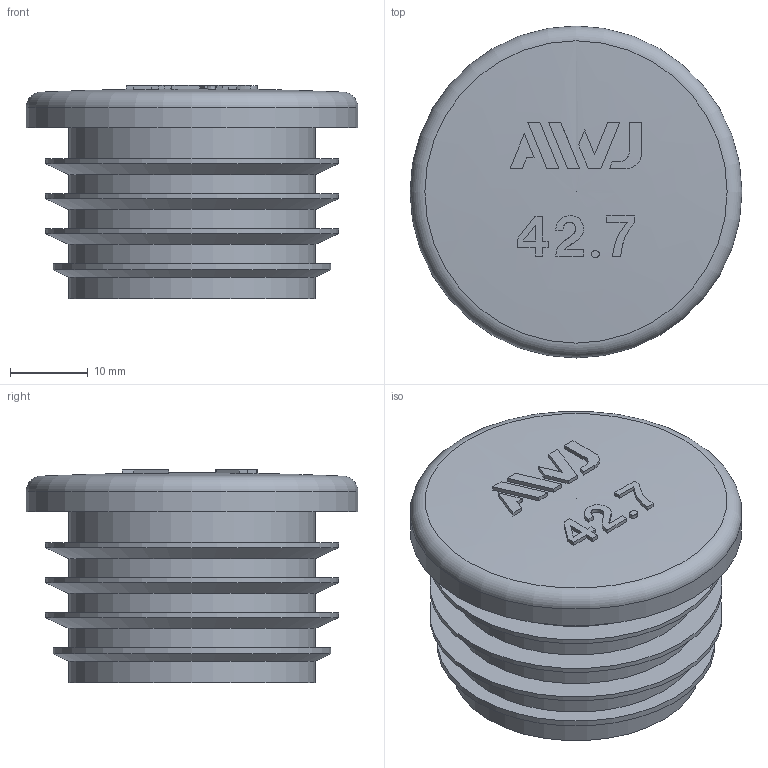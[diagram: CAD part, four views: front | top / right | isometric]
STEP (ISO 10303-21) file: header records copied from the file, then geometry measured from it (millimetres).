
FILE_DESCRIPTION( ( 'STEP AP203' ), '1' );
FILE_NAME( '32A.step', '2022-07-25T07:27:56', ( ' ' ), ( ' ' ), 'XStep 1.0', ' ', ' ' );
FILE_SCHEMA( ( 'CONFIG_CONTROL_DESIGN' ) );
Length unit declared in the file: millimetre
Products named in the file (1): 1
Bounding box: 42.7 x 42.7 x 27.5 mm (x, y, z)
Volume: 13211.1 mm3; surface area: 9503.6 mm2
Topology: 1 solids, 1 shells, 91 faces, 214 edges, 139 vertices
Faces by surface type: plane 56, cylinder 12, bspline 11, extrusion 5, cone 5, torus 2
Full cylindrical faces by diameter (mm): 31.7 x5, 35.7 x1, 37.7 x3, 42.7 x1
Entity records: 3186 total; most frequent: CARTESIAN_POINT 1389, ORIENTED_EDGE 382, DIRECTION 260, EDGE_CURVE 191, VERTEX_POINT 137, EDGE_LOOP 125, B_SPLINE_CURVE_WITH_KNOTS 117, FACE_OUTER_BOUND 104
